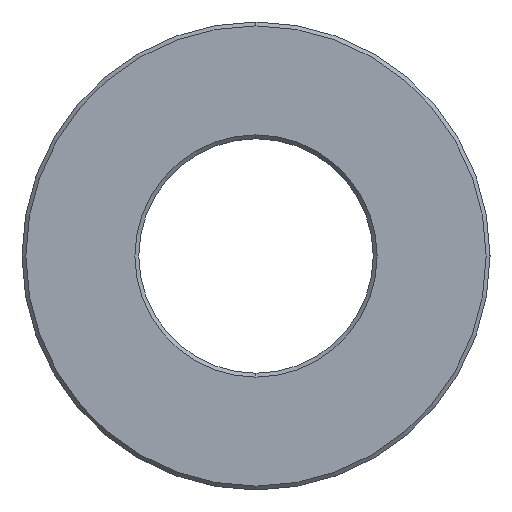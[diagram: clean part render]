
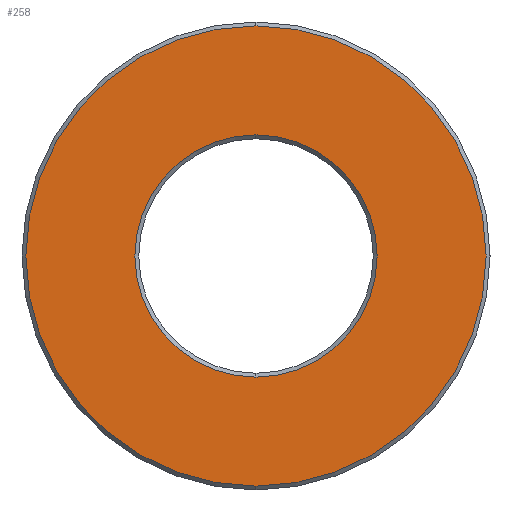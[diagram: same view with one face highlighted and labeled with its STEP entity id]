
A CAD part, left-side view. The second image highlights one B-rep face of the part: STEP entity #258.
In plain terms, the highlighted planar face has unit normal (-1, 0, 0).
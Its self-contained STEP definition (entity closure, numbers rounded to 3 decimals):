
#1 = ORIENTED_EDGE ( 'NONE', *, *, #529, .T. ) ;
#2 = PLANE ( 'NONE',  #542 ) ;
#60 = DIRECTION ( 'NONE',  ( 0., 0., -1. ) ) ;
#112 = CARTESIAN_POINT ( 'NONE',  ( -9., 0., -6. ) ) ;
#119 = EDGE_CURVE ( 'NONE', #121, #636, #130, .T. ) ;
#121 = VERTEX_POINT ( 'NONE', #677 ) ;
#129 = FACE_BOUND ( 'NONE', #219, .T. ) ;
#130 = CIRCLE ( 'NONE', #144, 3.105 ) ;
#144 = AXIS2_PLACEMENT_3D ( 'NONE', #339, #217, #729 ) ;
#217 = DIRECTION ( 'NONE',  ( 1., 0., 0. ) ) ;
#218 = AXIS2_PLACEMENT_3D ( 'NONE', #497, #721, #381 ) ;
#219 = EDGE_LOOP ( 'NONE', ( #1, #407 ) ) ;
#227 = ORIENTED_EDGE ( 'NONE', *, *, #464, .T. ) ;
#258 = ADVANCED_FACE ( 'NONE', ( #599, #129 ), #2, .F. ) ;
#269 = CIRCLE ( 'NONE', #218, 3.105 ) ;
#309 = DIRECTION ( 'NONE',  ( 0., 0., -1. ) ) ;
#339 = CARTESIAN_POINT ( 'NONE',  ( -9., 0., 0. ) ) ;
#345 = DIRECTION ( 'NONE',  ( -1., 0., 0. ) ) ;
#346 = ORIENTED_EDGE ( 'NONE', *, *, #676, .T. ) ;
#354 = CARTESIAN_POINT ( 'NONE',  ( -9., 0., -5.9 ) ) ;
#374 = EDGE_LOOP ( 'NONE', ( #227, #346 ) ) ;
#381 = DIRECTION ( 'NONE',  ( 0., 0., -1. ) ) ;
#386 = AXIS2_PLACEMENT_3D ( 'NONE', #535, #655, #309 ) ;
#407 = ORIENTED_EDGE ( 'NONE', *, *, #119, .T. ) ;
#425 = CARTESIAN_POINT ( 'NONE',  ( -9., 0., 5.9 ) ) ;
#441 = AXIS2_PLACEMENT_3D ( 'NONE', #688, #345, #746 ) ;
#460 = DIRECTION ( 'NONE',  ( 1., 0., 0. ) ) ;
#464 = EDGE_CURVE ( 'NONE', #648, #515, #509, .T. ) ;
#497 = CARTESIAN_POINT ( 'NONE',  ( -9., 0., 0. ) ) ;
#509 = CIRCLE ( 'NONE', #386, 5.9 ) ;
#515 = VERTEX_POINT ( 'NONE', #425 ) ;
#517 = CIRCLE ( 'NONE', #441, 5.9 ) ;
#529 = EDGE_CURVE ( 'NONE', #636, #121, #269, .T. ) ;
#535 = CARTESIAN_POINT ( 'NONE',  ( -9., 0., 0. ) ) ;
#542 = AXIS2_PLACEMENT_3D ( 'NONE', #112, #460, #60 ) ;
#573 = CARTESIAN_POINT ( 'NONE',  ( -9., 0., 3.105 ) ) ;
#599 = FACE_OUTER_BOUND ( 'NONE', #374, .T. ) ;
#636 = VERTEX_POINT ( 'NONE', #573 ) ;
#648 = VERTEX_POINT ( 'NONE', #354 ) ;
#655 = DIRECTION ( 'NONE',  ( -1., 0., 0. ) ) ;
#676 = EDGE_CURVE ( 'NONE', #515, #648, #517, .T. ) ;
#677 = CARTESIAN_POINT ( 'NONE',  ( -9., 0., -3.105 ) ) ;
#688 = CARTESIAN_POINT ( 'NONE',  ( -9., 0., 0. ) ) ;
#721 = DIRECTION ( 'NONE',  ( 1., 0., 0. ) ) ;
#729 = DIRECTION ( 'NONE',  ( 0., 0., -1. ) ) ;
#746 = DIRECTION ( 'NONE',  ( 0., 0., -1. ) ) ;
